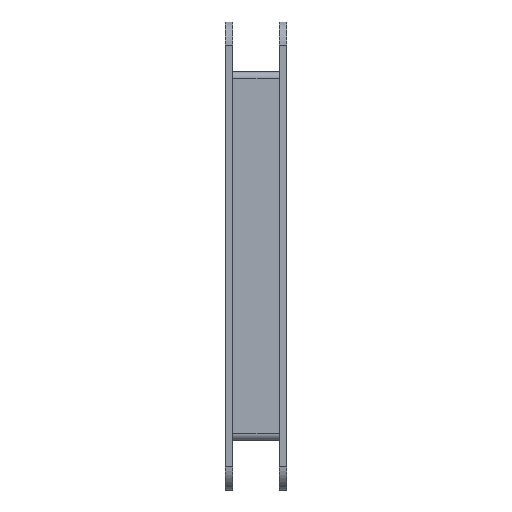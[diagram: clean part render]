
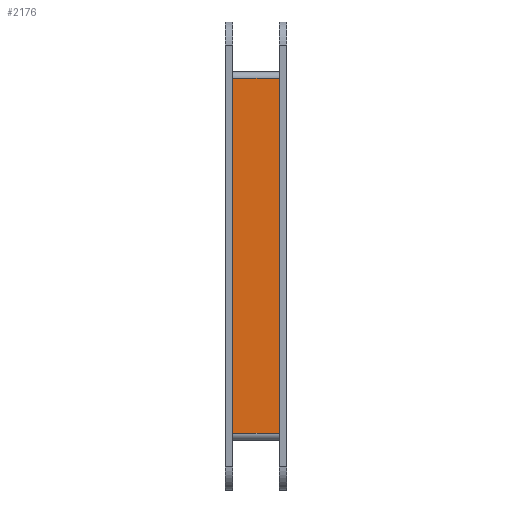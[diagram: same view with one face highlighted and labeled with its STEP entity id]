
A CAD part, left-side view. The second image highlights one B-rep face of the part: STEP entity #2176.
In plain terms, the highlighted planar face has unit normal (-1, 0, 0).
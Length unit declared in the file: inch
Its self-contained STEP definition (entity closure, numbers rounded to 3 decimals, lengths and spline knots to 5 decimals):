
#25 = VERTEX_POINT ( 'NONE', #646 ) ;
#73 = CARTESIAN_POINT ( 'NONE',  ( -3., 0.375, 6. ) ) ;
#247 = ORIENTED_EDGE ( 'NONE', *, *, #994, .T. ) ;
#341 = VERTEX_POINT ( 'NONE', #1709 ) ;
#468 = DIRECTION ( 'NONE',  ( 0., 0., -1. ) ) ;
#498 = DIRECTION ( 'NONE',  ( 0., -1., 0. ) ) ;
#646 = CARTESIAN_POINT ( 'NONE',  ( -3., -0.375, 5.892 ) ) ;
#708 = LINE ( 'NONE', #2470, #2226 ) ;
#740 = DIRECTION ( 'NONE',  ( 0., 1., 0. ) ) ;
#845 = ORIENTED_EDGE ( 'NONE', *, *, #2512, .T. ) ;
#960 = FACE_OUTER_BOUND ( 'NONE', #1155, .T. ) ;
#994 = EDGE_CURVE ( 'NONE', #341, #2027, #708, .T. ) ;
#1062 = VECTOR ( 'NONE', #740, 39.37008 ) ;
#1108 = ORIENTED_EDGE ( 'NONE', *, *, #1708, .T. ) ;
#1155 = EDGE_LOOP ( 'NONE', ( #845, #247, #2056, #1108 ) ) ;
#1316 = VECTOR ( 'NONE', #468, 39.37008 ) ;
#1700 = VERTEX_POINT ( 'NONE', #2603 ) ;
#1708 = EDGE_CURVE ( 'NONE', #25, #1700, #2236, .T. ) ;
#1709 = CARTESIAN_POINT ( 'NONE',  ( -3., 0.375, 0.108 ) ) ;
#1762 = LINE ( 'NONE', #73, #1316 ) ;
#1768 = DIRECTION ( 'NONE',  ( -1., 0., 0. ) ) ;
#1790 = CARTESIAN_POINT ( 'NONE',  ( -3., -0.375, 0.108 ) ) ;
#1882 = VECTOR ( 'NONE', #2437, 39.37008 ) ;
#2027 = VERTEX_POINT ( 'NONE', #1790 ) ;
#2056 = ORIENTED_EDGE ( 'NONE', *, *, #2714, .T. ) ;
#2132 = AXIS2_PLACEMENT_3D ( 'NONE', #2461, #1768, #2668 ) ;
#2176 = ADVANCED_FACE ( 'NONE', ( #960 ), #2241, .T. ) ;
#2226 = VECTOR ( 'NONE', #498, 39.37008 ) ;
#2236 = LINE ( 'NONE', #2412, #1062 ) ;
#2241 = PLANE ( 'NONE',  #2132 ) ;
#2282 = CARTESIAN_POINT ( 'NONE',  ( -3., -0.375, 6. ) ) ;
#2296 = LINE ( 'NONE', #2282, #1882 ) ;
#2412 = CARTESIAN_POINT ( 'NONE',  ( -3., 0.375, 5.892 ) ) ;
#2437 = DIRECTION ( 'NONE',  ( 0., 0., 1. ) ) ;
#2461 = CARTESIAN_POINT ( 'NONE',  ( -3., 0.375, 6. ) ) ;
#2470 = CARTESIAN_POINT ( 'NONE',  ( -3., 0.375, 0.108 ) ) ;
#2512 = EDGE_CURVE ( 'NONE', #1700, #341, #1762, .T. ) ;
#2603 = CARTESIAN_POINT ( 'NONE',  ( -3., 0.375, 5.892 ) ) ;
#2668 = DIRECTION ( 'NONE',  ( 0., 0., 1. ) ) ;
#2714 = EDGE_CURVE ( 'NONE', #2027, #25, #2296, .T. ) ;
